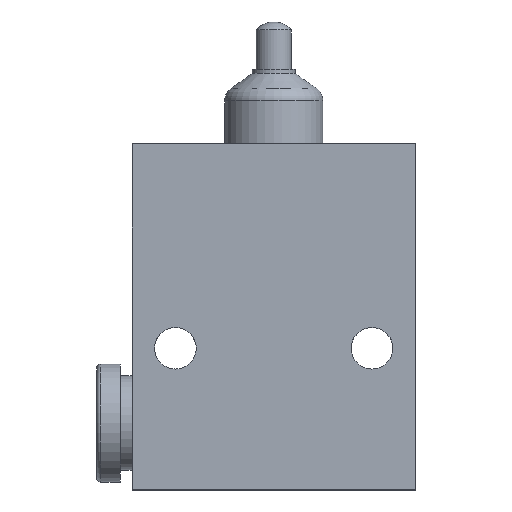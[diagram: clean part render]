
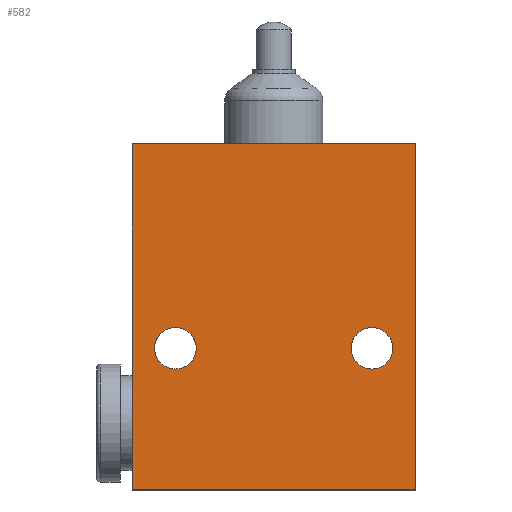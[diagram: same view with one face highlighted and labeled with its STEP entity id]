
A CAD part, top view. The second image highlights one B-rep face of the part: STEP entity #582.
In plain terms, the highlighted planar face has unit normal (0, 0, 1).
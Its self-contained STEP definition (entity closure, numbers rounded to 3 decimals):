
#56=LINE('',#937,#86);
#60=LINE('',#949,#90);
#63=LINE('',#955,#93);
#65=LINE('',#962,#95);
#86=VECTOR('',#739,1000.);
#90=VECTOR('',#749,1000.);
#93=VECTOR('',#754,1000.);
#95=VECTOR('',#762,1000.);
#138=ORIENTED_EDGE('',*,*,#262,.T.);
#139=ORIENTED_EDGE('',*,*,#263,.T.);
#140=ORIENTED_EDGE('',*,*,#248,.T.);
#141=ORIENTED_EDGE('',*,*,#254,.T.);
#142=ORIENTED_EDGE('',*,*,#257,.T.);
#143=ORIENTED_EDGE('',*,*,#261,.T.);
#248=EDGE_CURVE('',#313,#312,#56,.T.);
#254=EDGE_CURVE('',#312,#317,#60,.T.);
#257=EDGE_CURVE('',#317,#319,#63,.T.);
#261=EDGE_CURVE('',#319,#313,#65,.T.);
#262=EDGE_CURVE('',#322,#322,#364,.F.);
#263=EDGE_CURVE('',#323,#323,#365,.F.);
#312=VERTEX_POINT('',#936);
#313=VERTEX_POINT('',#938);
#317=VERTEX_POINT('',#948);
#319=VERTEX_POINT('',#954);
#322=VERTEX_POINT('',#965);
#323=VERTEX_POINT('',#967);
#364=CIRCLE('',#651,2.65);
#365=CIRCLE('',#652,2.65);
#403=EDGE_LOOP('',(#138));
#404=EDGE_LOOP('',(#139));
#405=EDGE_LOOP('',(#140,#141,#142,#143));
#485=FACE_BOUND('',#403,.T.);
#486=FACE_BOUND('',#404,.T.);
#487=FACE_BOUND('',#405,.T.);
#561=PLANE('',#650);
#582=ADVANCED_FACE('',(#485,#486,#487),#561,.T.);
#650=AXIS2_PLACEMENT_3D('',#963,#763,#764);
#651=AXIS2_PLACEMENT_3D('',#964,#765,#766);
#652=AXIS2_PLACEMENT_3D('',#966,#767,#768);
#739=DIRECTION('',(-1.,0.,0.));
#749=DIRECTION('',(0.,-1.,0.));
#754=DIRECTION('',(1.,0.,0.));
#762=DIRECTION('',(0.,1.,0.));
#763=DIRECTION('',(0.,0.,1.));
#764=DIRECTION('',(1.,0.,0.));
#765=DIRECTION('',(0.,0.,1.));
#766=DIRECTION('',(1.,0.,0.));
#767=DIRECTION('',(0.,0.,1.));
#768=DIRECTION('',(1.,0.,0.));
#936=CARTESIAN_POINT('',(-18.,44.,9.));
#937=CARTESIAN_POINT('',(18.,44.,9.));
#938=CARTESIAN_POINT('',(18.,44.,9.));
#948=CARTESIAN_POINT('',(-18.,0.,9.));
#949=CARTESIAN_POINT('',(-18.,44.,9.));
#954=CARTESIAN_POINT('',(18.,0.,9.));
#955=CARTESIAN_POINT('',(-18.,0.,9.));
#962=CARTESIAN_POINT('',(18.,0.,9.));
#963=CARTESIAN_POINT('',(0.,0.,9.));
#964=CARTESIAN_POINT('',(12.5,18.,9.));
#965=CARTESIAN_POINT('',(15.15,18.,9.));
#966=CARTESIAN_POINT('',(-12.5,18.,9.));
#967=CARTESIAN_POINT('',(-9.85,18.,9.));
